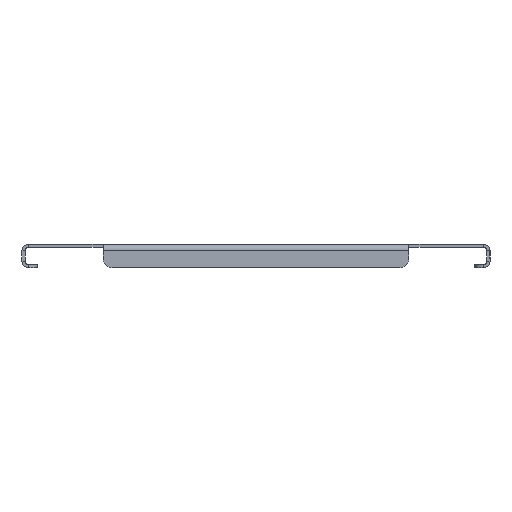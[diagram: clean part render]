
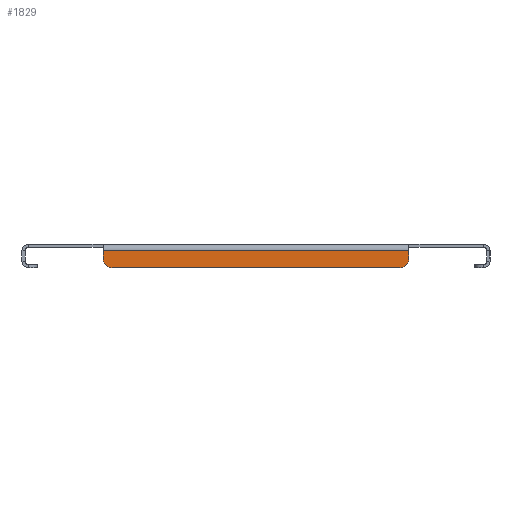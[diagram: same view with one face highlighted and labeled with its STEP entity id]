
A CAD part, left-side view. The second image highlights one B-rep face of the part: STEP entity #1829.
In plain terms, the highlighted planar face has unit normal (-1, 0, 0).
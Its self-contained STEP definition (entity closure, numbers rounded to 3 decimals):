
#3 = ORIENTED_EDGE ( 'NONE', *, *, #732, .F. ) ;
#83 = DIRECTION ( 'NONE',  ( 0., 0., 1. ) ) ;
#120 = CIRCLE ( 'NONE', #310, 6. ) ;
#136 = CIRCLE ( 'NONE', #2397, 6. ) ;
#161 = CARTESIAN_POINT ( 'NONE',  ( -349.5, -98., -4. ) ) ;
#255 = CARTESIAN_POINT ( 'NONE',  ( -349.5, -150., -4. ) ) ;
#263 = DIRECTION ( 'NONE',  ( 0., 0., -1. ) ) ;
#310 = AXIS2_PLACEMENT_3D ( 'NONE', #369, #1252, #1066 ) ;
#312 = DIRECTION ( 'NONE',  ( -1., 0., 0. ) ) ;
#322 = AXIS2_PLACEMENT_3D ( 'NONE', #963, #2331, #263 ) ;
#369 = CARTESIAN_POINT ( 'NONE',  ( -349.5, 92., -9. ) ) ;
#490 = PLANE ( 'NONE',  #322 ) ;
#516 = VERTEX_POINT ( 'NONE', #2828 ) ;
#529 = VERTEX_POINT ( 'NONE', #2501 ) ;
#551 = VERTEX_POINT ( 'NONE', #1105 ) ;
#609 = VECTOR ( 'NONE', #1274, 1000. ) ;
#727 = CARTESIAN_POINT ( 'NONE',  ( -349.5, -92., -9. ) ) ;
#732 = EDGE_CURVE ( 'NONE', #551, #516, #2456, .T. ) ;
#768 = EDGE_CURVE ( 'NONE', #2350, #529, #1743, .T. ) ;
#837 = CARTESIAN_POINT ( 'NONE',  ( -349.5, -98., -9. ) ) ;
#963 = CARTESIAN_POINT ( 'NONE',  ( -349.5, 0., 0. ) ) ;
#1009 = LINE ( 'NONE', #2583, #2804 ) ;
#1026 = EDGE_CURVE ( 'NONE', #551, #2310, #136, .T. ) ;
#1066 = DIRECTION ( 'NONE',  ( 0., 0., -1. ) ) ;
#1083 = VERTEX_POINT ( 'NONE', #161 ) ;
#1105 = CARTESIAN_POINT ( 'NONE',  ( -349.5, -92., -15. ) ) ;
#1252 = DIRECTION ( 'NONE',  ( -1., 0., 0. ) ) ;
#1274 = DIRECTION ( 'NONE',  ( 0., 0., -1. ) ) ;
#1293 = DIRECTION ( 'NONE',  ( 0., 1., 0. ) ) ;
#1536 = ORIENTED_EDGE ( 'NONE', *, *, #2351, .F. ) ;
#1611 = CARTESIAN_POINT ( 'NONE',  ( -349.5, 98., -4. ) ) ;
#1620 = VECTOR ( 'NONE', #1645, 1000. ) ;
#1645 = DIRECTION ( 'NONE',  ( 0., -1., 0. ) ) ;
#1743 = LINE ( 'NONE', #2016, #609 ) ;
#1829 = ADVANCED_FACE ( 'NONE', ( #2555 ), #490, .F. ) ;
#1895 = DIRECTION ( 'NONE',  ( 0., 0., -1. ) ) ;
#1973 = EDGE_CURVE ( 'NONE', #2310, #1083, #1009, .T. ) ;
#1998 = CARTESIAN_POINT ( 'NONE',  ( -349.5, -150., -15. ) ) ;
#2016 = CARTESIAN_POINT ( 'NONE',  ( -349.5, 98., -15. ) ) ;
#2092 = LINE ( 'NONE', #255, #1620 ) ;
#2146 = EDGE_CURVE ( 'NONE', #529, #516, #120, .T. ) ;
#2248 = ORIENTED_EDGE ( 'NONE', *, *, #768, .T. ) ;
#2284 = ORIENTED_EDGE ( 'NONE', *, *, #2146, .T. ) ;
#2310 = VERTEX_POINT ( 'NONE', #837 ) ;
#2315 = ORIENTED_EDGE ( 'NONE', *, *, #1973, .T. ) ;
#2331 = DIRECTION ( 'NONE',  ( 1., 0., 0. ) ) ;
#2332 = ORIENTED_EDGE ( 'NONE', *, *, #1026, .T. ) ;
#2350 = VERTEX_POINT ( 'NONE', #1611 ) ;
#2351 = EDGE_CURVE ( 'NONE', #2350, #1083, #2092, .T. ) ;
#2397 = AXIS2_PLACEMENT_3D ( 'NONE', #727, #312, #1895 ) ;
#2456 = LINE ( 'NONE', #1998, #2807 ) ;
#2501 = CARTESIAN_POINT ( 'NONE',  ( -349.5, 98., -9. ) ) ;
#2555 = FACE_OUTER_BOUND ( 'NONE', #2580, .T. ) ;
#2580 = EDGE_LOOP ( 'NONE', ( #3, #2332, #2315, #1536, #2248, #2284 ) ) ;
#2583 = CARTESIAN_POINT ( 'NONE',  ( -349.5, -98., -15. ) ) ;
#2804 = VECTOR ( 'NONE', #83, 1000. ) ;
#2807 = VECTOR ( 'NONE', #1293, 1000. ) ;
#2828 = CARTESIAN_POINT ( 'NONE',  ( -349.5, 92., -15. ) ) ;
